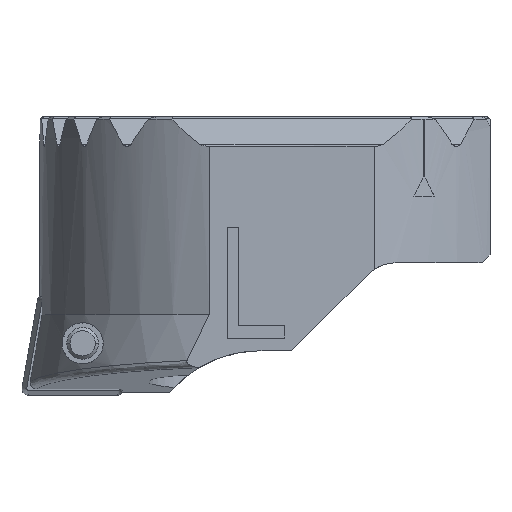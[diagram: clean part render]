
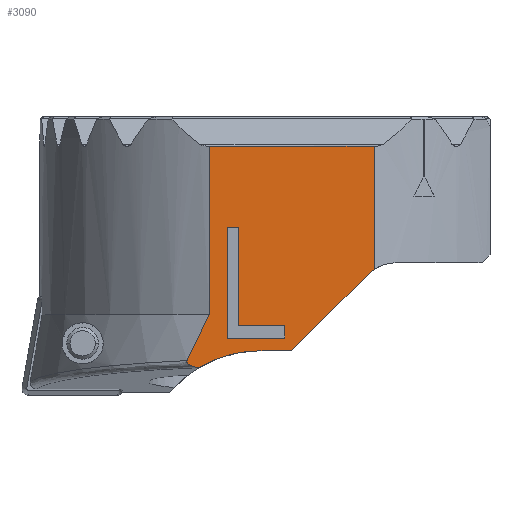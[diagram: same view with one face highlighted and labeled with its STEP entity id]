
A CAD part, front view. The second image highlights one B-rep face of the part: STEP entity #3090.
In plain terms, the highlighted planar face has unit normal (0, -1, 0).
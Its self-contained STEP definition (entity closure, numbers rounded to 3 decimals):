
#1168=EDGE_CURVE('NONE',#2450,#2384,#3348,.T.);
#1180=VERTEX_POINT('NONE',#3360);
#1198=VERTEX_POINT('NONE',#3378);
#1202=EDGE_CURVE('NONE',#1198,#2750,#3382,.F.);
#1220=EDGE_CURVE('NONE',#1180,#1198,#3401,.F.);
#1320=EDGE_CURVE('NONE',#1724,#1180,#3511,.F.);
#1706=EDGE_CURVE('NONE',#2384,#2794,#3934,.T.);
#1722=VERTEX_POINT('NONE',#3952);
#1724=VERTEX_POINT('NONE',#3954);
#1760=EDGE_CURVE('NONE',#1966,#2162,#3992,.T.);
#1830=VERTEX_POINT('NONE',#4070);
#1836=VERTEX_POINT('NONE',#4076);
#1854=VERTEX_POINT('NONE',#4095);
#1966=VERTEX_POINT('NONE',#4216);
#2116=EDGE_CURVE('NONE',#1836,#2450,#4386,.T.);
#2162=VERTEX_POINT('NONE',#4436);
#2314=EDGE_CURVE('NONE',#2794,#1966,#4607,.T.);
#2318=EDGE_CURVE('NONE',#1830,#1722,#4612,.T.);
#2384=VERTEX_POINT('NONE',#4681);
#2410=EDGE_CURVE('NONE',#2944,#1830,#4710,.F.);
#2430=EDGE_CURVE('NONE',#2162,#1836,#4734,.T.);
#2450=VERTEX_POINT('NONE',#4755);
#2632=EDGE_CURVE('NONE',#1854,#2944,#4956,.F.);
#2718=EDGE_CURVE('NONE',#1722,#3224,#5046,.T.);
#2750=VERTEX_POINT('NONE',#5082);
#2794=VERTEX_POINT('NONE',#5129);
#2916=EDGE_CURVE('NONE',#2750,#1854,#5264,.F.);
#2944=VERTEX_POINT('NONE',#5295);
#2958=EDGE_CURVE('NONE',#1724,#3224,#5310,.T.);
#3090=ADVANCED_FACE('Fl�che11',(#5454,#5455),#5456,.T.);
#3224=VERTEX_POINT('NONE',#5605);
#3348=LINE('',#5807,#5808);
#3360=CARTESIAN_POINT('',(30.0,-30.46,5.6));
#3378=CARTESIAN_POINT('',(34.0,-30.46,5.6));
#3382=LINE('',#5858,#5859);
#3401=LINE('',#5899,#5900);
#3511=CIRCLE('',#6061,15.0);
#3934=LINE('',#6774,#6775);
#3952=CARTESIAN_POINT('',(23.605,-30.46,10.168));
#3954=CARTESIAN_POINT('',(22.351,-30.46,3.503));
#3992=LINE('',#6901,#6902);
#4070=CARTESIAN_POINT('',(23.605,-30.46,31.385));
#4076=CARTESIAN_POINT('',(25.868,-30.46,7.2));
#4095=CARTESIAN_POINT('',(44.395,-30.46,15.859));
#4216=CARTESIAN_POINT('',(33.141,-30.46,8.836));
#4386=LINE('',#7987,#7988);
#4436=CARTESIAN_POINT('',(33.141,-30.46,7.2));
#4607=LINE('',#8396,#8397);
#4612=LINE('',#8403,#8404);
#4681=CARTESIAN_POINT('',(27.323,-30.46,21.2));
#4710=LINE('',#8549,#8550);
#4734=LINE('',#8577,#8578);
#4755=CARTESIAN_POINT('',(25.868,-30.46,21.2));
#4956=LINE('',#9048,#9049);
#5046=(B_SPLINE_CURVE(2,(#9247,#9248,#9249),.UNSPECIFIED.,.F.,.F.)B_SPLINE_CURVE_WITH_KNOTS((3,3),(1.635,8.048),.UNSPECIFIED.)RATIONAL_B_SPLINE_CURVE((1.001,1.001,1.))BOUNDED_CURVE()REPRESENTATION_ITEM('')GEOMETRIC_REPRESENTATION_ITEM()CURVE());
#5082=CARTESIAN_POINT('',(43.636,-30.46,15.236));
#5129=CARTESIAN_POINT('',(27.323,-30.46,8.836));
#5264=CIRCLE('',#9582,5.);
#5295=CARTESIAN_POINT('',(44.395,-30.46,31.385));
#5310=B_SPLINE_CURVE_WITH_KNOTS('',3,(#9635,#9636,#9637,#9638,#9639,#9640,#9641,#9642,#9643,#9644,#9645,#9646,#9647,#9648,#9649,#9650),.UNSPECIFIED.,.F.,.F.,(4,2,2,2,2,2,2,4),(-3.729,-1.888,-1.052,-0.518,-0.282,-0.142,-0.003,-0.0),.UNSPECIFIED.);
#5454=FACE_OUTER_BOUND('',#9899,.T.);
#5455=FACE_BOUND('',#9900,.T.);
#5456=PLANE('',#9901);
#5605=CARTESIAN_POINT('',(20.804,-30.46,4.36));
#5807=CARTESIAN_POINT('',(45.809,-30.46,21.2));
#5808=VECTOR('',#10279,1.0);
#5858=CARTESIAN_POINT('',(49.362,-30.46,20.962));
#5859=VECTOR('',#10300,1.0);
#5899=CARTESIAN_POINT('',(49.875,-30.46,5.6));
#5900=VECTOR('',#10317,1.0);
#6061=AXIS2_PLACEMENT_3D('',#10460,#10461,#10462);
#6774=CARTESIAN_POINT('',(27.323,-30.46,28.25));
#6775=VECTOR('',#10919,1.0);
#6901=CARTESIAN_POINT('',(33.141,-30.46,22.068));
#6902=VECTOR('',#10989,1.0);
#7987=CARTESIAN_POINT('',(25.868,-30.46,21.25));
#7988=VECTOR('',#11455,1.0);
#8396=CARTESIAN_POINT('',(46.536,-30.46,8.836));
#8397=VECTOR('',#11737,1.0);
#8403=CARTESIAN_POINT('',(23.605,-30.46,-3.03));
#8404=VECTOR('',#11746,1.0);
#8549=CARTESIAN_POINT('',(59.0,-30.46,31.385));
#8550=VECTOR('',#11833,1.0);
#8577=CARTESIAN_POINT('',(49.445,-30.46,7.2));
#8578=VECTOR('',#11912,1.0);
#9048=CARTESIAN_POINT('',(44.395,-30.46,-3.03));
#9049=VECTOR('',#12170,1.0);
#9247=CARTESIAN_POINT('',(23.605,-30.46,10.168));
#9248=CARTESIAN_POINT('',(22.226,-30.46,7.609));
#9249=CARTESIAN_POINT('',(20.804,-30.46,4.36));
#9582=AXIS2_PLACEMENT_3D('',#12497,#12498,#12499);
#9635=CARTESIAN_POINT('',(22.351,-30.46,3.503));
#9636=CARTESIAN_POINT('',(22.29,-30.46,3.507));
#9637=CARTESIAN_POINT('',(22.005,-30.46,3.523));
#9638=CARTESIAN_POINT('',(21.568,-30.46,3.618));
#9639=CARTESIAN_POINT('',(21.384,-30.46,3.668));
#9640=CARTESIAN_POINT('',(21.102,-30.46,3.809));
#9641=CARTESIAN_POINT('',(21.014,-30.46,3.869));
#9642=CARTESIAN_POINT('',(20.916,-30.46,3.966));
#9643=CARTESIAN_POINT('',(20.866,-30.46,4.019));
#9644=CARTESIAN_POINT('',(20.81,-30.46,4.131));
#9645=CARTESIAN_POINT('',(20.795,-30.46,4.175));
#9646=CARTESIAN_POINT('',(20.785,-30.46,4.267));
#9647=CARTESIAN_POINT('',(20.79,-30.46,4.313));
#9648=CARTESIAN_POINT('',(20.803,-30.46,4.358));
#9649=CARTESIAN_POINT('',(20.803,-30.46,4.359));
#9650=CARTESIAN_POINT('',(20.804,-30.46,4.36));
#9899=EDGE_LOOP('',(#12699,#12700,#12701,#12702,#12703,#12704,#12705,#12706,#12707));
#9900=EDGE_LOOP('',(#12708,#12709,#12710,#12711,#12712,#12713));
#9901=AXIS2_PLACEMENT_3D('',#12714,#12715,#12716);
#10279=DIRECTION('',(1.0,0.,0.));
#10300=DIRECTION('',(-0.707,0.,-0.707));
#10317=DIRECTION('',(-1.0,0.,0.));
#10460=CARTESIAN_POINT('',(30.0,-30.46,-9.4));
#10461=DIRECTION('',(0.,-1.0,0.));
#10462=DIRECTION('',(1.0,0.,0.));
#10919=DIRECTION('',(0.,0.,-1.0));
#10989=DIRECTION('',(0.,0.,-1.0));
#11455=DIRECTION('',(0.,0.,1.0));
#11737=DIRECTION('',(1.0,0.,0.));
#11746=DIRECTION('',(0.,0.,-1.0));
#11833=DIRECTION('',(1.0,0.,0.));
#11912=DIRECTION('',(-1.0,0.,0.));
#12170=DIRECTION('',(0.,0.,-1.0));
#12497=CARTESIAN_POINT('',(47.171,-30.46,11.7));
#12498=DIRECTION('',(0.,-1.0,0.));
#12499=DIRECTION('',(1.0,0.,0.));
#12699=ORIENTED_EDGE('',*,*,#2632,.T.);
#12700=ORIENTED_EDGE('',*,*,#2410,.T.);
#12701=ORIENTED_EDGE('',*,*,#2318,.T.);
#12702=ORIENTED_EDGE('',*,*,#2718,.T.);
#12703=ORIENTED_EDGE('',*,*,#2958,.F.);
#12704=ORIENTED_EDGE('',*,*,#1320,.T.);
#12705=ORIENTED_EDGE('',*,*,#1220,.T.);
#12706=ORIENTED_EDGE('',*,*,#1202,.T.);
#12707=ORIENTED_EDGE('',*,*,#2916,.T.);
#12708=ORIENTED_EDGE('',*,*,#1760,.T.);
#12709=ORIENTED_EDGE('',*,*,#2430,.T.);
#12710=ORIENTED_EDGE('',*,*,#2116,.T.);
#12711=ORIENTED_EDGE('',*,*,#1168,.T.);
#12712=ORIENTED_EDGE('',*,*,#1706,.T.);
#12713=ORIENTED_EDGE('',*,*,#2314,.T.);
#12714=CARTESIAN_POINT('',(65.75,-30.46,35.3));
#12715=DIRECTION('',(0.,-1.0,0.));
#12716=DIRECTION('',(0.,0.,1.0));
